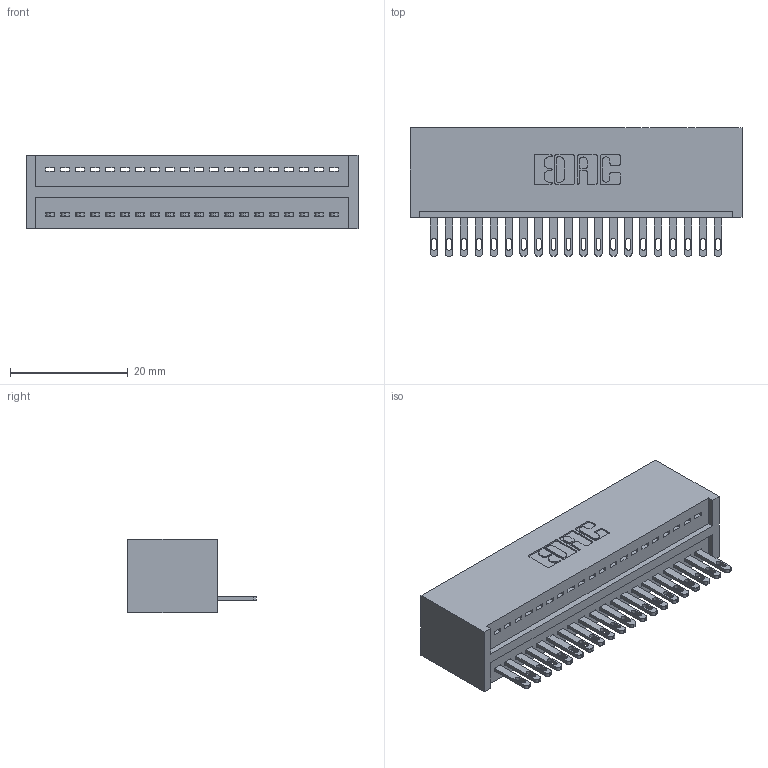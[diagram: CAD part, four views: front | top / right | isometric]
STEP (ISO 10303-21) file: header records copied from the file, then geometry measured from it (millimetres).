
FILE_DESCRIPTION (( 'STEP AP203' ), '1' );
FILE_NAME ('325-020-500-101.STEP', '2020-02-24T16:54:54', ( '' ), ( '' ), 'SwSTEP 2.0', 'SolidWorks 2016', '' );
FILE_SCHEMA (( 'CONFIG_CONTROL_DESIGN' ));
Length unit declared in the file: inch
Products named in the file (3): 325 Part_Lugless; 325-020-500-101; 325-292-001_325-293-100
Assembly tree (21 placements, depth 2):
  325-020-500-101
    325 Part_Lugless
    325-292-001_325-293-100  x20
Bounding box: 56.44 x 21.84 x 12.45 mm (x, y, z)
Volume: 7576 mm3; surface area: 8440.7 mm2
Topology: 21 solids, 21 shells, 1186 faces, 3647 edges, 2430 vertices
Faces by surface type: plane 786, cylinder 400
Entity records: 14725 total; most frequent: CARTESIAN_POINT 2550, ORIENTED_EDGE 2506, DIRECTION 2189, EDGE_CURVE 1253, VECTOR 1129, LINE 1129, VERTEX_POINT 834, AXIS2_PLACEMENT_3D 530
